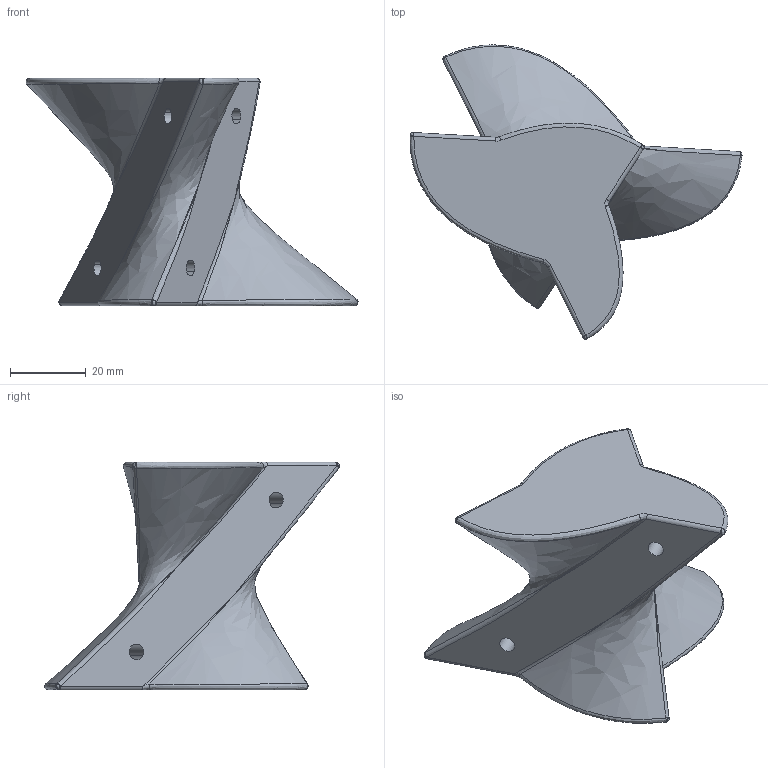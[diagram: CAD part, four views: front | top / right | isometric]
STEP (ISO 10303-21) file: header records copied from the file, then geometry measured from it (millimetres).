
FILE_DESCRIPTION(('EVLG XX STEP'),'2;1');
FILE_NAME('LINK V2 Taraud.stp','2020-06-17T07:46:08+00:00',('none'),('none'),'EVLG Version ','EVLG XX STEP','none');
FILE_SCHEMA(('DESIGN'));
Length unit declared in the file: millimetre
Products named in the file (1): LINK V2
Bounding box: 87.39 x 77.57 x 60 mm (x, y, z)
Volume: 76149.1 mm3; surface area: 15693.1 mm2
Topology: 1 solids, 1 shells, 80 faces, 186 edges, 90 vertices
Faces by surface type: bspline 45, cylinder 18, cone 12, plane 5
Entity records: 10970 total; most frequent: CARTESIAN_POINT 9672, ORIENTED_EDGE 324, EDGE_CURVE 162, DIRECTION 110, B_SPLINE_CURVE_WITH_KNOTS 92, VERTEX_POINT 90, EDGE_LOOP 86, ADVANCED_FACE 80
